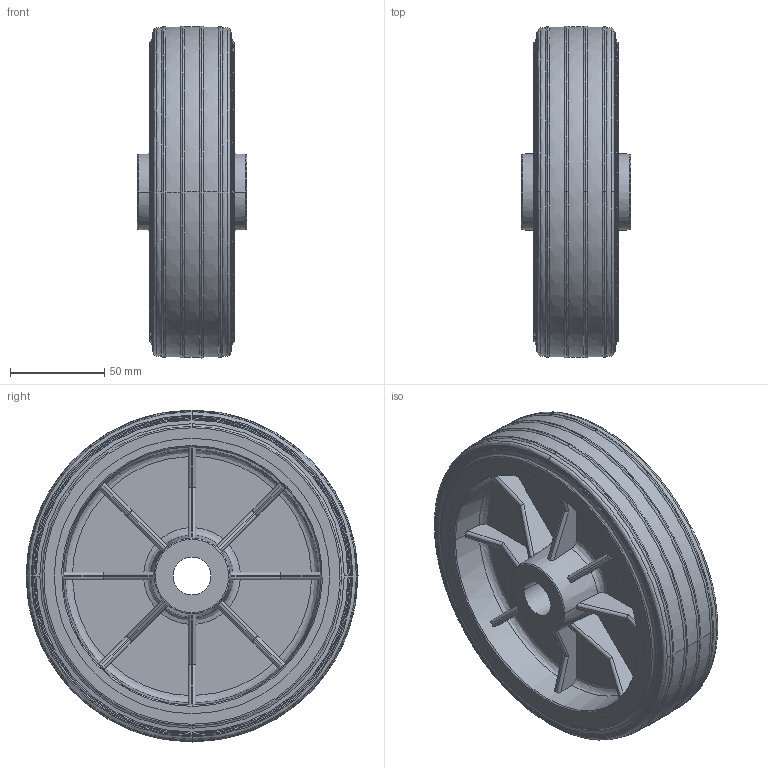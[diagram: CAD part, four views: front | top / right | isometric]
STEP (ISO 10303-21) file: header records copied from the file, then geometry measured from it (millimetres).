
FILE_DESCRIPTION (( 'STEP AP214' ), '1' );
FILE_NAME ('0014782.step', '2022-05-04T09:40:33', ( '' ), ( '' ), 'SwSTEP 2.0', 'SolidWorks 2020', '' );
FILE_SCHEMA (( 'AUTOMOTIVE_DESIGN' ));
Length unit declared in the file: millimetre
Products named in the file (1): 0014782
Bounding box: 58 x 175.92 x 175.92 mm (x, y, z)
Volume: 558006.8 mm3; surface area: 150796 mm2
Topology: 2 solids, 2 shells, 270 faces, 740 edges, 476 vertices
Faces by surface type: plane 86, bspline 84, cylinder 70, cone 20, torus 10
Entity records: 16139 total; most frequent: CARTESIAN_POINT 7011, ORIENTED_EDGE 1480, DIRECTION 1068, EDGE_CURVE 740, VERTEX_POINT 476, AXIS2_PLACEMENT_3D 417, EDGE_LOOP 276, UNCERTAINTY_MEASURE_WITH_UNIT 274
